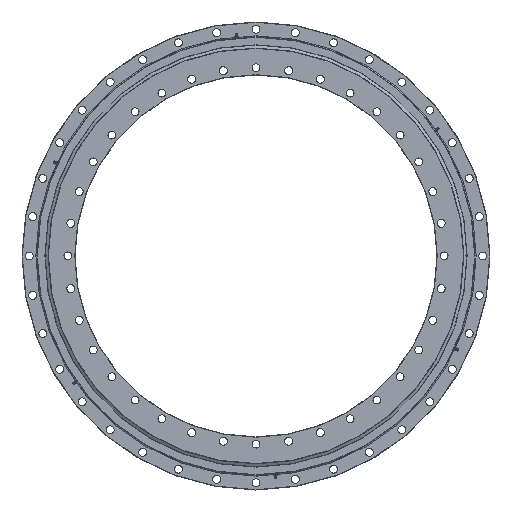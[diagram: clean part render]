
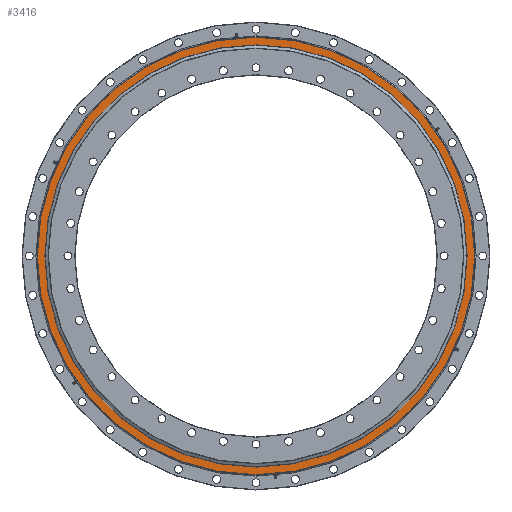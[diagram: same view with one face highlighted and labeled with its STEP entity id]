
A CAD part, top view. The second image highlights one B-rep face of the part: STEP entity #3416.
In plain terms, the highlighted face is planar.
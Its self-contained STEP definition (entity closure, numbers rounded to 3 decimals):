
#42 = DIRECTION ( 'NONE',  ( 0., 0., 1. ) ) ;
#110 = ORIENTED_EDGE ( 'NONE', *, *, #8433, .T. ) ;
#153 = ORIENTED_EDGE ( 'NONE', *, *, #10435, .T. ) ;
#1728 = CARTESIAN_POINT ( 'NONE',  ( 0., 0., -26. ) ) ;
#2079 = VERTEX_POINT ( 'NONE', #7434 ) ;
#2701 = DIRECTION ( 'NONE',  ( 1., 0., 0. ) ) ;
#2950 = PLANE ( 'NONE',  #3186 ) ;
#3186 = AXIS2_PLACEMENT_3D ( 'NONE', #7715, #42, #3931 ) ;
#3416 = ADVANCED_FACE ( 'NONE', ( #6470, #3635 ), #2950, .F. ) ;
#3635 = FACE_OUTER_BOUND ( 'NONE', #5923, .T. ) ;
#3803 = CIRCLE ( 'NONE', #5891, 580. ) ;
#3931 = DIRECTION ( 'NONE',  ( 1., 0., 0. ) ) ;
#4643 = AXIS2_PLACEMENT_3D ( 'NONE', #4705, #11422, #5665 ) ;
#4705 = CARTESIAN_POINT ( 'NONE',  ( 0., 0., -26. ) ) ;
#4840 = DIRECTION ( 'NONE',  ( 0., 0., 1. ) ) ;
#5020 = DIRECTION ( 'NONE',  ( 0., 0., -1. ) ) ;
#5202 = AXIS2_PLACEMENT_3D ( 'NONE', #10768, #5020, #11734 ) ;
#5656 = VERTEX_POINT ( 'NONE', #12080 ) ;
#5665 = DIRECTION ( 'NONE',  ( 1., 0., 0. ) ) ;
#5891 = AXIS2_PLACEMENT_3D ( 'NONE', #1728, #8423, #2701 ) ;
#5923 = EDGE_LOOP ( 'NONE', ( #7877, #153 ) ) ;
#6239 = CARTESIAN_POINT ( 'NONE',  ( -607.5, 0., -26. ) ) ;
#6470 = FACE_BOUND ( 'NONE', #11447, .T. ) ;
#6964 = CIRCLE ( 'NONE', #5202, 607.5 ) ;
#7434 = CARTESIAN_POINT ( 'NONE',  ( -580., 0., -26. ) ) ;
#7715 = CARTESIAN_POINT ( 'NONE',  ( -608.5, 0., -26. ) ) ;
#7877 = ORIENTED_EDGE ( 'NONE', *, *, #11217, .T. ) ;
#8423 = DIRECTION ( 'NONE',  ( 0., 0., 1. ) ) ;
#8433 = EDGE_CURVE ( 'NONE', #2079, #5656, #3803, .T. ) ;
#9796 = AXIS2_PLACEMENT_3D ( 'NONE', #10584, #4840, #11558 ) ;
#9887 = CARTESIAN_POINT ( 'NONE',  ( 607.5, 0., -26. ) ) ;
#9933 = ORIENTED_EDGE ( 'NONE', *, *, #12045, .T. ) ;
#10098 = CIRCLE ( 'NONE', #9796, 580. ) ;
#10435 = EDGE_CURVE ( 'NONE', #11718, #11567, #11644, .T. ) ;
#10584 = CARTESIAN_POINT ( 'NONE',  ( 0., 0., -26. ) ) ;
#10768 = CARTESIAN_POINT ( 'NONE',  ( 0., 0., -26. ) ) ;
#11217 = EDGE_CURVE ( 'NONE', #11567, #11718, #6964, .T. ) ;
#11422 = DIRECTION ( 'NONE',  ( 0., 0., -1. ) ) ;
#11447 = EDGE_LOOP ( 'NONE', ( #110, #9933 ) ) ;
#11558 = DIRECTION ( 'NONE',  ( 1., 0., 0. ) ) ;
#11567 = VERTEX_POINT ( 'NONE', #9887 ) ;
#11644 = CIRCLE ( 'NONE', #4643, 607.5 ) ;
#11718 = VERTEX_POINT ( 'NONE', #6239 ) ;
#11734 = DIRECTION ( 'NONE',  ( 1., 0., 0. ) ) ;
#12045 = EDGE_CURVE ( 'NONE', #5656, #2079, #10098, .T. ) ;
#12080 = CARTESIAN_POINT ( 'NONE',  ( 580., 0., -26. ) ) ;
